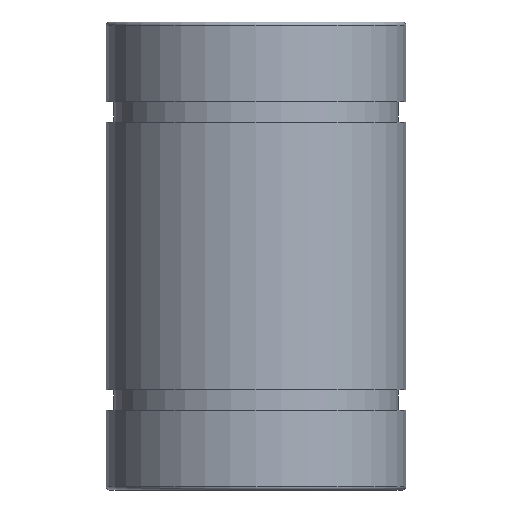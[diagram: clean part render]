
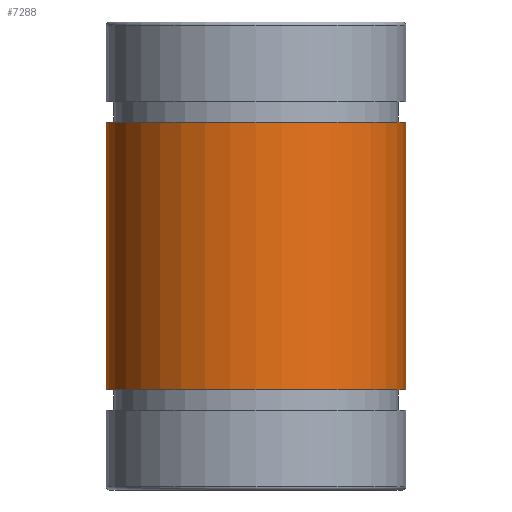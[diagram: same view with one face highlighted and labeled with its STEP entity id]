
A CAD part, front view. The second image highlights one B-rep face of the part: STEP entity #7288.
In plain terms, the highlighted cylindrical face has radius 8 mm (diameter 16 mm), a full revolution.
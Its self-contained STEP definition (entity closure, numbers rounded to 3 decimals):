
#1220=LINE('',#18090,#1370);
#1370=VECTOR('',#9205,8.);
#1540=CYLINDRICAL_SURFACE('',#7976,8.);
#1853=FACE_OUTER_BOUND('',#2417,.T.);
#2417=EDGE_LOOP('',(#5626,#5627,#5628,#5629,#5630,#5631));
#3217=CIRCLE('',#7977,8.);
#3218=CIRCLE('',#7978,8.);
#3219=CIRCLE('',#7979,8.);
#3220=CIRCLE('',#7980,8.);
#3799=VERTEX_POINT('',#18085);
#3800=VERTEX_POINT('',#18086);
#3801=VERTEX_POINT('',#18089);
#3802=VERTEX_POINT('',#18091);
#4576=EDGE_CURVE('',#3799,#3800,#3217,.T.);
#4577=EDGE_CURVE('',#3800,#3799,#3218,.T.);
#4578=EDGE_CURVE('',#3800,#3801,#1220,.T.);
#4579=EDGE_CURVE('',#3801,#3802,#3219,.T.);
#4580=EDGE_CURVE('',#3802,#3801,#3220,.T.);
#5626=ORIENTED_EDGE('',*,*,#4576,.F.);
#5627=ORIENTED_EDGE('',*,*,#4577,.F.);
#5628=ORIENTED_EDGE('',*,*,#4578,.T.);
#5629=ORIENTED_EDGE('',*,*,#4579,.T.);
#5630=ORIENTED_EDGE('',*,*,#4580,.T.);
#5631=ORIENTED_EDGE('',*,*,#4578,.F.);
#7288=ADVANCED_FACE('',(#1853),#1540,.T.);
#7976=AXIS2_PLACEMENT_3D('',#18084,#9199,#9200);
#7977=AXIS2_PLACEMENT_3D('',#18087,#9201,#9202);
#7978=AXIS2_PLACEMENT_3D('',#18088,#9203,#9204);
#7979=AXIS2_PLACEMENT_3D('',#18092,#9206,#9207);
#7980=AXIS2_PLACEMENT_3D('',#18093,#9208,#9209);
#9199=DIRECTION('center_axis',(0.,0.,-1.));
#9200=DIRECTION('ref_axis',(-1.,0.,0.));
#9201=DIRECTION('center_axis',(0.,0.,-1.));
#9202=DIRECTION('ref_axis',(-1.,0.,0.));
#9203=DIRECTION('center_axis',(0.,0.,-1.));
#9204=DIRECTION('ref_axis',(-1.,0.,0.));
#9205=DIRECTION('',(0.,0.,1.));
#9206=DIRECTION('center_axis',(0.,0.,-1.));
#9207=DIRECTION('ref_axis',(-1.,0.,0.));
#9208=DIRECTION('center_axis',(0.,0.,-1.));
#9209=DIRECTION('ref_axis',(-1.,0.,0.));
#18084=CARTESIAN_POINT('Origin',(0.,0.,12.5));
#18085=CARTESIAN_POINT('',(-8.,0.,-7.15));
#18086=CARTESIAN_POINT('',(8.,0.,-7.15));
#18087=CARTESIAN_POINT('Origin',(0.,0.,-7.15));
#18088=CARTESIAN_POINT('Origin',(0.,0.,-7.15));
#18089=CARTESIAN_POINT('',(8.,0.,7.15));
#18090=CARTESIAN_POINT('',(8.,0.,12.5));
#18091=CARTESIAN_POINT('',(-8.,0.,7.15));
#18092=CARTESIAN_POINT('Origin',(0.,0.,7.15));
#18093=CARTESIAN_POINT('Origin',(0.,0.,7.15));
